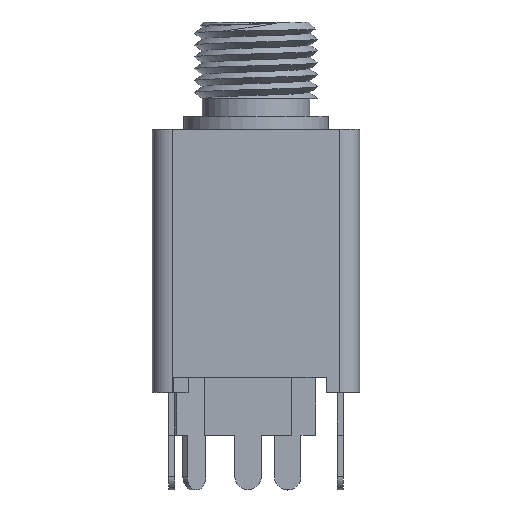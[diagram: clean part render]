
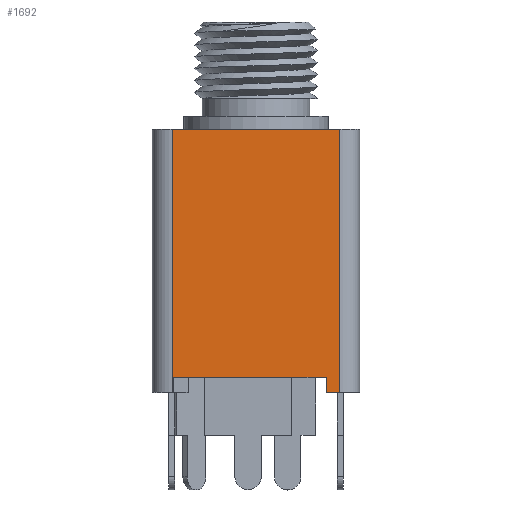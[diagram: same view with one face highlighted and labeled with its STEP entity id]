
A CAD part, top view. The second image highlights one B-rep face of the part: STEP entity #1692.
In plain terms, the highlighted planar face has unit normal (0, 0, 1).
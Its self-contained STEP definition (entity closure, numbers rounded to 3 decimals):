
#78=FACE_OUTER_BOUND('',#165,.T.);
#165=EDGE_LOOP('',(#1196,#1197,#1198,#1199,#1200,#1201,#1202,#1203));
#327=LINE('',#2534,#523);
#328=LINE('',#2536,#524);
#329=LINE('',#2538,#525);
#330=LINE('',#2540,#526);
#331=LINE('',#2542,#527);
#332=LINE('',#2544,#528);
#333=LINE('',#2546,#529);
#334=LINE('',#2547,#530);
#523=VECTOR('',#2065,10.);
#524=VECTOR('',#2066,10.);
#525=VECTOR('',#2067,10.);
#526=VECTOR('',#2068,10.);
#527=VECTOR('',#2069,10.);
#528=VECTOR('',#2070,10.);
#529=VECTOR('',#2071,10.);
#530=VECTOR('',#2072,10.);
#736=VERTEX_POINT('',#2532);
#737=VERTEX_POINT('',#2533);
#738=VERTEX_POINT('',#2535);
#739=VERTEX_POINT('',#2537);
#740=VERTEX_POINT('',#2539);
#741=VERTEX_POINT('',#2541);
#742=VERTEX_POINT('',#2543);
#743=VERTEX_POINT('',#2545);
#914=EDGE_CURVE('',#736,#737,#327,.T.);
#915=EDGE_CURVE('',#738,#736,#328,.T.);
#916=EDGE_CURVE('',#739,#738,#329,.T.);
#917=EDGE_CURVE('',#739,#740,#330,.T.);
#918=EDGE_CURVE('',#740,#741,#331,.T.);
#919=EDGE_CURVE('',#742,#741,#332,.T.);
#920=EDGE_CURVE('',#743,#742,#333,.T.);
#921=EDGE_CURVE('',#737,#743,#334,.T.);
#1196=ORIENTED_EDGE('',*,*,#914,.F.);
#1197=ORIENTED_EDGE('',*,*,#915,.F.);
#1198=ORIENTED_EDGE('',*,*,#916,.F.);
#1199=ORIENTED_EDGE('',*,*,#917,.T.);
#1200=ORIENTED_EDGE('',*,*,#918,.T.);
#1201=ORIENTED_EDGE('',*,*,#919,.F.);
#1202=ORIENTED_EDGE('',*,*,#920,.F.);
#1203=ORIENTED_EDGE('',*,*,#921,.F.);
#1536=PLANE('',#1812);
#1692=ADVANCED_FACE('',(#78),#1536,.T.);
#1812=AXIS2_PLACEMENT_3D('',#2531,#2063,#2064);
#2063=DIRECTION('center_axis',(0.,0.,1.));
#2064=DIRECTION('ref_axis',(1.,0.,0.));
#2065=DIRECTION('',(0.,1.,0.));
#2066=DIRECTION('',(-1.,0.,0.));
#2067=DIRECTION('',(0.,-1.,0.));
#2068=DIRECTION('',(1.,0.,0.));
#2069=DIRECTION('',(0.,-1.,0.));
#2070=DIRECTION('',(-1.,0.,0.));
#2071=DIRECTION('',(0.,-1.,0.));
#2072=DIRECTION('',(1.,0.,0.));
#2531=CARTESIAN_POINT('Origin',(-15.7,0.,0.));
#2532=CARTESIAN_POINT('',(-14.2,-1.14,0.));
#2533=CARTESIAN_POINT('',(-14.2,18.8,0.));
#2534=CARTESIAN_POINT('',(-14.2,0.,0.));
#2535=CARTESIAN_POINT('',(-14.1,-1.14,0.));
#2536=CARTESIAN_POINT('',(0.,-1.14,0.));
#2537=CARTESIAN_POINT('',(-14.1,0.,0.));
#2538=CARTESIAN_POINT('',(-14.1,0.,0.));
#2539=CARTESIAN_POINT('',(-2.54,0.,0.));
#2540=CARTESIAN_POINT('',(-15.7,0.,0.));
#2541=CARTESIAN_POINT('',(-2.54,-1.14,0.));
#2542=CARTESIAN_POINT('',(-2.54,0.,0.));
#2543=CARTESIAN_POINT('',(-1.5,-1.14,0.));
#2544=CARTESIAN_POINT('',(0.,-1.14,0.));
#2545=CARTESIAN_POINT('',(-1.5,18.8,0.));
#2546=CARTESIAN_POINT('',(-1.5,0.,0.));
#2547=CARTESIAN_POINT('',(-15.7,18.8,0.));
